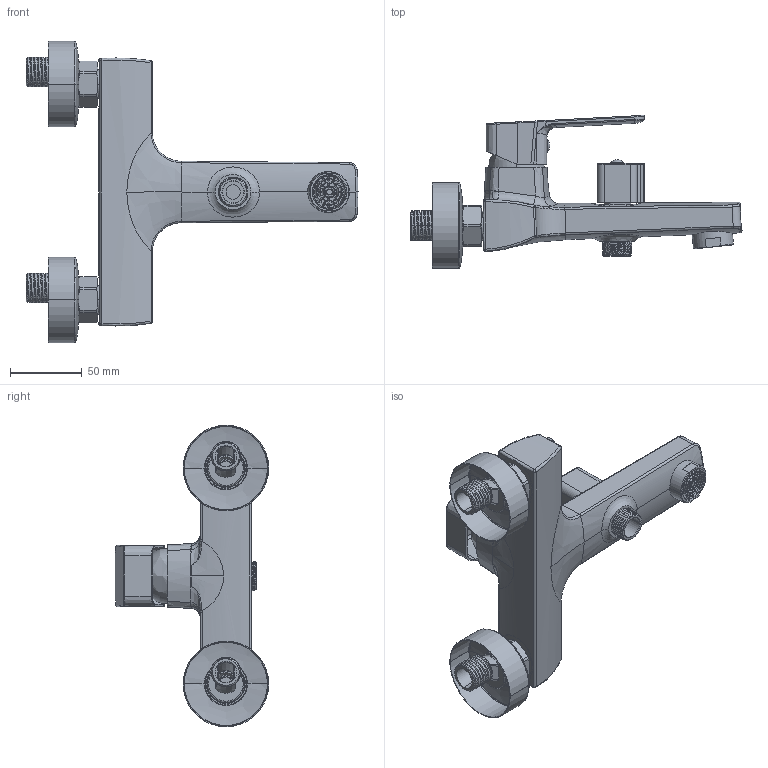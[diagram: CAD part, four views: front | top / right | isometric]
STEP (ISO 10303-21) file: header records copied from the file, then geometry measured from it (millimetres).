
FILE_DESCRIPTION(/* description */ (''),/* implementation_level */ '2;1');
FILE_NAME(/* name */ 'BLO_010M.stp',/* time_stamp */ '2022-07-03T17:07:31+08:00',/* author */ (''),/* organization */ (''),/* preprocessor_version */ 'ST-DEVELOPER v16',/* originating_system */ 'SIEMENS PLM Software NX 10.0',/* authorisation */ '');
FILE_SCHEMA (('AP203_CONFIGURATION_CONTROLLED_3D_DESIGN_OF_MECHANICAL_PARTS_AND_ASSEMBLIES_MIM_LF { 1 0 10303 403 2 1 2}'));
Length unit declared in the file: millimetre
Products named in the file (1): Admi776CD82Ffky3
Bounding box: 230.7 x 106.6 x 209.5 mm (x, y, z)
Volume: 249173.2 mm3; surface area: 210726.8 mm2
Topology: 26 solids, 26 shells, 3967 faces, 9253 edges, 5998 vertices
Faces by surface type: cylinder 1842, plane 1399, bspline 420, cone 193, torus 82, sphere 31
Full cylindrical faces by diameter (mm): 4.2 x1, 6.8 x1
Entity records: 176675 total; most frequent: CARTESIAN_POINT 89029, ORIENTED_EDGE 18432, DIRECTION 17112, EDGE_CURVE 9216, AXIS2_PLACEMENT_3D 6860, VERTEX_POINT 6003, EDGE_LOOP 4739, ADVANCED_FACE 3967
